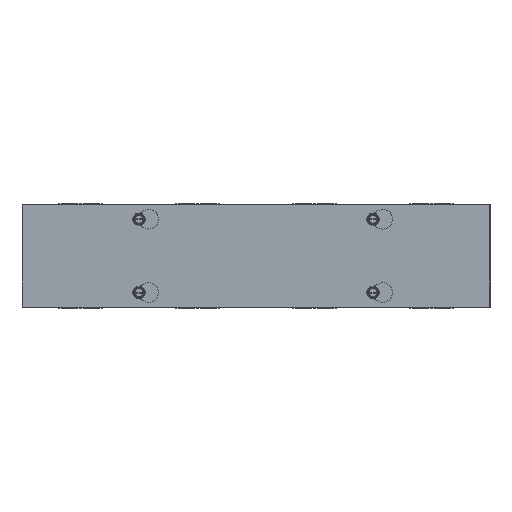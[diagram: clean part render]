
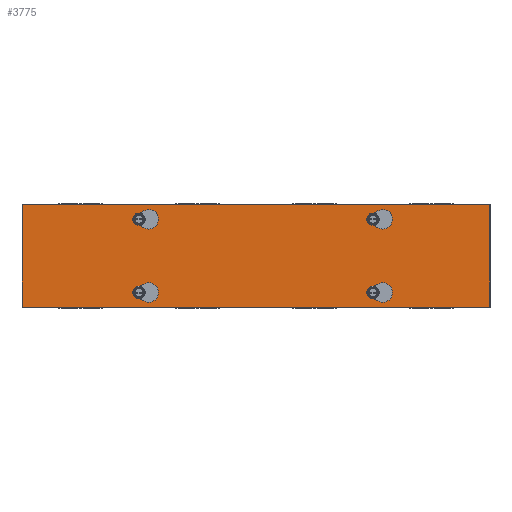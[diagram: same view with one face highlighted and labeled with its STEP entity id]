
A CAD part, top view. The second image highlights one B-rep face of the part: STEP entity #3775.
In plain terms, the highlighted planar face has unit normal (0, 0, 1).
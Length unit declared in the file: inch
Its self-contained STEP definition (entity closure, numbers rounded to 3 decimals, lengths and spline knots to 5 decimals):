
#301=LINE('',#6220,#549);
#306=LINE('',#6233,#554);
#309=LINE('',#6244,#557);
#313=LINE('',#6256,#561);
#317=LINE('',#6268,#565);
#322=LINE('',#6281,#570);
#325=LINE('',#6292,#573);
#329=LINE('',#6304,#577);
#331=LINE('',#6312,#579);
#335=LINE('',#6320,#583);
#338=LINE('',#6326,#586);
#341=LINE('',#6331,#589);
#549=VECTOR('',#4927,0.21651);
#554=VECTOR('',#4940,0.21651);
#557=VECTOR('',#4951,0.21651);
#561=VECTOR('',#4963,0.21651);
#565=VECTOR('',#4975,0.21651);
#570=VECTOR('',#4988,0.21651);
#573=VECTOR('',#4999,0.21651);
#577=VECTOR('',#5011,0.21651);
#579=VECTOR('',#5021,2.625);
#583=VECTOR('',#5027,12.);
#586=VECTOR('',#5032,2.625);
#589=VECTOR('',#5037,12.);
#726=PLANE('',#4135);
#868=FACE_BOUND('',#1374,.T.);
#869=FACE_BOUND('',#1375,.T.);
#870=FACE_BOUND('',#1376,.T.);
#871=FACE_BOUND('',#1377,.T.);
#1062=FACE_OUTER_BOUND('',#1373,.T.);
#1373=EDGE_LOOP('',(#3150,#3151,#3152,#3153));
#1374=EDGE_LOOP('',(#3154,#3155,#3156,#3157));
#1375=EDGE_LOOP('',(#3158,#3159,#3160,#3161));
#1376=EDGE_LOOP('',(#3162,#3163,#3164,#3165));
#1377=EDGE_LOOP('',(#3166,#3167,#3168,#3169));
#1605=CIRCLE('',#4101,0.25);
#1607=CIRCLE('',#4105,0.125);
#1609=CIRCLE('',#4109,0.25);
#1611=CIRCLE('',#4113,0.125);
#1613=CIRCLE('',#4117,0.25);
#1615=CIRCLE('',#4121,0.125);
#1617=CIRCLE('',#4125,0.25);
#1619=CIRCLE('',#4129,0.125);
#1878=VERTEX_POINT('',#6217);
#1879=VERTEX_POINT('',#6219);
#1881=VERTEX_POINT('',#6225);
#1883=VERTEX_POINT('',#6231);
#1886=VERTEX_POINT('',#6241);
#1887=VERTEX_POINT('',#6243);
#1889=VERTEX_POINT('',#6249);
#1891=VERTEX_POINT('',#6255);
#1894=VERTEX_POINT('',#6265);
#1895=VERTEX_POINT('',#6267);
#1897=VERTEX_POINT('',#6273);
#1899=VERTEX_POINT('',#6279);
#1902=VERTEX_POINT('',#6289);
#1903=VERTEX_POINT('',#6291);
#1905=VERTEX_POINT('',#6297);
#1907=VERTEX_POINT('',#6303);
#1908=VERTEX_POINT('',#6310);
#1909=VERTEX_POINT('',#6311);
#1912=VERTEX_POINT('',#6319);
#1914=VERTEX_POINT('',#6325);
#2296=EDGE_CURVE('',#1879,#1878,#301,.T.);
#2300=EDGE_CURVE('',#1878,#1881,#1605,.T.);
#2303=EDGE_CURVE('',#1881,#1883,#306,.T.);
#2305=EDGE_CURVE('',#1883,#1879,#1607,.T.);
#2308=EDGE_CURVE('',#1887,#1886,#309,.T.);
#2311=EDGE_CURVE('',#1889,#1887,#1609,.T.);
#2314=EDGE_CURVE('',#1891,#1889,#313,.T.);
#2317=EDGE_CURVE('',#1886,#1891,#1611,.T.);
#2320=EDGE_CURVE('',#1895,#1894,#317,.T.);
#2324=EDGE_CURVE('',#1894,#1897,#1613,.T.);
#2327=EDGE_CURVE('',#1897,#1899,#322,.T.);
#2329=EDGE_CURVE('',#1899,#1895,#1615,.T.);
#2332=EDGE_CURVE('',#1903,#1902,#325,.T.);
#2335=EDGE_CURVE('',#1905,#1903,#1617,.T.);
#2338=EDGE_CURVE('',#1907,#1905,#329,.T.);
#2341=EDGE_CURVE('',#1902,#1907,#1619,.T.);
#2342=EDGE_CURVE('',#1908,#1909,#331,.T.);
#2346=EDGE_CURVE('',#1909,#1912,#335,.T.);
#2349=EDGE_CURVE('',#1912,#1914,#338,.T.);
#2352=EDGE_CURVE('',#1914,#1908,#341,.T.);
#3150=ORIENTED_EDGE('',*,*,#2342,.F.);
#3151=ORIENTED_EDGE('',*,*,#2352,.F.);
#3152=ORIENTED_EDGE('',*,*,#2349,.F.);
#3153=ORIENTED_EDGE('',*,*,#2346,.F.);
#3154=ORIENTED_EDGE('',*,*,#2296,.T.);
#3155=ORIENTED_EDGE('',*,*,#2300,.T.);
#3156=ORIENTED_EDGE('',*,*,#2303,.T.);
#3157=ORIENTED_EDGE('',*,*,#2305,.T.);
#3158=ORIENTED_EDGE('',*,*,#2308,.T.);
#3159=ORIENTED_EDGE('',*,*,#2317,.T.);
#3160=ORIENTED_EDGE('',*,*,#2314,.T.);
#3161=ORIENTED_EDGE('',*,*,#2311,.T.);
#3162=ORIENTED_EDGE('',*,*,#2320,.T.);
#3163=ORIENTED_EDGE('',*,*,#2324,.T.);
#3164=ORIENTED_EDGE('',*,*,#2327,.T.);
#3165=ORIENTED_EDGE('',*,*,#2329,.T.);
#3166=ORIENTED_EDGE('',*,*,#2332,.T.);
#3167=ORIENTED_EDGE('',*,*,#2341,.T.);
#3168=ORIENTED_EDGE('',*,*,#2338,.T.);
#3169=ORIENTED_EDGE('',*,*,#2335,.T.);
#3775=ADVANCED_FACE('',(#1062,#868,#869,#870,#871),#726,.T.);
#4101=AXIS2_PLACEMENT_3D('',#6227,#4934,#4935);
#4105=AXIS2_PLACEMENT_3D('',#6236,#4945,#4946);
#4109=AXIS2_PLACEMENT_3D('',#6250,#4957,#4958);
#4113=AXIS2_PLACEMENT_3D('',#6260,#4969,#4970);
#4117=AXIS2_PLACEMENT_3D('',#6275,#4982,#4983);
#4121=AXIS2_PLACEMENT_3D('',#6284,#4993,#4994);
#4125=AXIS2_PLACEMENT_3D('',#6298,#5005,#5006);
#4129=AXIS2_PLACEMENT_3D('',#6308,#5017,#5018);
#4135=AXIS2_PLACEMENT_3D('',#6334,#5041,#5042);
#4927=DIRECTION('',(-0.866,-0.5,0.));
#4934=DIRECTION('center_axis',(0.,0.,-1.));
#4935=DIRECTION('ref_axis',(0.5,-0.866,0.));
#4940=DIRECTION('',(0.866,-0.5,0.));
#4945=DIRECTION('center_axis',(0.,0.,-1.));
#4946=DIRECTION('ref_axis',(0.5,0.866,0.));
#4951=DIRECTION('',(0.866,-0.5,0.));
#4957=DIRECTION('center_axis',(0.,0.,-1.));
#4958=DIRECTION('ref_axis',(0.5,0.866,0.));
#4963=DIRECTION('',(-0.866,-0.5,0.));
#4969=DIRECTION('center_axis',(0.,0.,-1.));
#4970=DIRECTION('ref_axis',(0.5,-0.866,0.));
#4975=DIRECTION('',(-0.866,-0.5,0.));
#4982=DIRECTION('center_axis',(0.,0.,-1.));
#4983=DIRECTION('ref_axis',(0.5,-0.866,0.));
#4988=DIRECTION('',(0.866,-0.5,0.));
#4993=DIRECTION('center_axis',(0.,0.,-1.));
#4994=DIRECTION('ref_axis',(0.5,0.866,0.));
#4999=DIRECTION('',(0.866,-0.5,0.));
#5005=DIRECTION('center_axis',(0.,0.,-1.));
#5006=DIRECTION('ref_axis',(0.5,0.866,0.));
#5011=DIRECTION('',(-0.866,-0.5,0.));
#5017=DIRECTION('center_axis',(0.,0.,-1.));
#5018=DIRECTION('ref_axis',(0.5,-0.866,0.));
#5021=DIRECTION('',(0.,1.,0.));
#5027=DIRECTION('',(1.,0.,0.));
#5032=DIRECTION('',(0.,-1.,0.));
#5037=DIRECTION('',(-1.,0.,0.));
#5041=DIRECTION('center_axis',(0.,0.,1.));
#5042=DIRECTION('ref_axis',(1.,0.,0.));
#6217=CARTESIAN_POINT('',(8.875,2.03549,0.0625));
#6219=CARTESIAN_POINT('',(9.0625,2.14375,0.0625));
#6220=CARTESIAN_POINT('',(7.73409,1.37679,0.0625));
#6225=CARTESIAN_POINT('',(8.875,2.46851,0.0625));
#6227=CARTESIAN_POINT('Origin',(8.75,2.252,0.0625));
#6231=CARTESIAN_POINT('',(9.0625,2.36025,0.0625));
#6233=CARTESIAN_POINT('',(8.04716,2.94646,0.0625));
#6236=CARTESIAN_POINT('Origin',(9.,2.252,0.0625));
#6241=CARTESIAN_POINT('',(9.0625,0.48125,0.0625));
#6243=CARTESIAN_POINT('',(8.875,0.58951,0.0625));
#6244=CARTESIAN_POINT('',(7.73409,1.24821,0.0625));
#6249=CARTESIAN_POINT('',(8.875,0.15649,0.0625));
#6250=CARTESIAN_POINT('Origin',(8.75,0.373,0.0625));
#6255=CARTESIAN_POINT('',(9.0625,0.26475,0.0625));
#6256=CARTESIAN_POINT('',(8.04716,-0.32146,0.0625));
#6260=CARTESIAN_POINT('Origin',(9.,0.373,0.0625));
#6265=CARTESIAN_POINT('',(2.875,2.03549,0.0625));
#6267=CARTESIAN_POINT('',(3.0625,2.14375,0.0625));
#6268=CARTESIAN_POINT('',(3.98409,2.67583,0.0625));
#6273=CARTESIAN_POINT('',(2.875,2.46851,0.0625));
#6275=CARTESIAN_POINT('Origin',(2.75,2.252,0.0625));
#6279=CARTESIAN_POINT('',(3.0625,2.36025,0.0625));
#6281=CARTESIAN_POINT('',(4.29716,1.64742,0.0625));
#6284=CARTESIAN_POINT('Origin',(3.,2.252,0.0625));
#6289=CARTESIAN_POINT('',(3.0625,0.48125,0.0625));
#6291=CARTESIAN_POINT('',(2.875,0.58951,0.0625));
#6292=CARTESIAN_POINT('',(3.98409,-0.05083,0.0625));
#6297=CARTESIAN_POINT('',(2.875,0.15649,0.0625));
#6298=CARTESIAN_POINT('Origin',(2.75,0.373,0.0625));
#6303=CARTESIAN_POINT('',(3.0625,0.26475,0.0625));
#6304=CARTESIAN_POINT('',(4.29716,0.97758,0.0625));
#6308=CARTESIAN_POINT('Origin',(3.,0.373,0.0625));
#6310=CARTESIAN_POINT('',(0.,0.,0.0625));
#6311=CARTESIAN_POINT('',(0.,2.625,0.0625));
#6312=CARTESIAN_POINT('',(0.,2.625,0.0625));
#6319=CARTESIAN_POINT('',(12.,2.625,0.0625));
#6320=CARTESIAN_POINT('',(12.,2.625,0.0625));
#6325=CARTESIAN_POINT('',(12.,0.,0.0625));
#6326=CARTESIAN_POINT('',(12.,0.,0.0625));
#6331=CARTESIAN_POINT('',(0.,0.,0.0625));
#6334=CARTESIAN_POINT('Origin',(6.,1.3125,0.0625));
